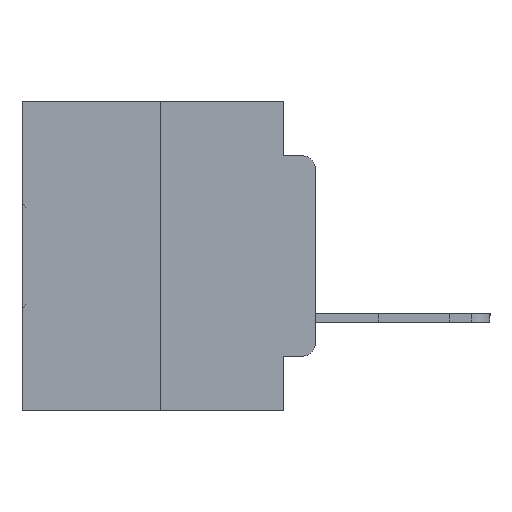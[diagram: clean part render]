
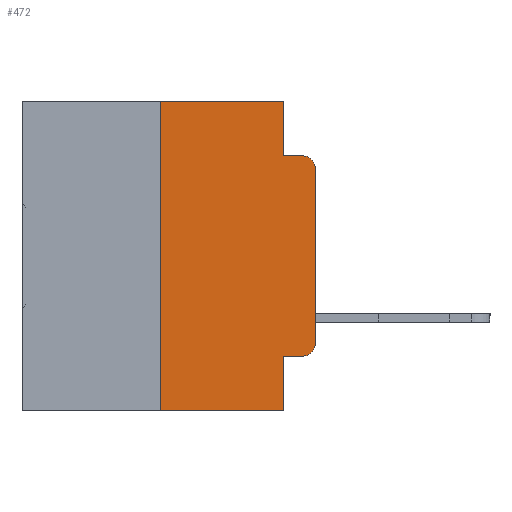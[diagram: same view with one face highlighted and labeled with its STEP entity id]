
A CAD part, left-side view. The second image highlights one B-rep face of the part: STEP entity #472.
In plain terms, the highlighted planar face has unit normal (-1, 0, 0).
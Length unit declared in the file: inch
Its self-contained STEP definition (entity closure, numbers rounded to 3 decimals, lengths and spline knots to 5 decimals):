
#440 = VERTEX_POINT ( 'NONE', #30811 ) ;
#472 = ADVANCED_FACE ( 'NONE', ( #22827 ), #18759, .F. ) ;
#903 = CARTESIAN_POINT ( 'NONE',  ( 0., 0.051, -0.4115 ) ) ;
#909 = CARTESIAN_POINT ( 'NONE',  ( 0., 0.473, -0.5 ) ) ;
#975 = EDGE_CURVE ( 'NONE', #19583, #440, #14762, .T. ) ;
#2238 = EDGE_CURVE ( 'NONE', #11013, #17013, #5097, .T. ) ;
#2499 = LINE ( 'NONE', #18160, #15853 ) ;
#3349 = CARTESIAN_POINT ( 'NONE',  ( 0., 0.25, -0.5 ) ) ;
#3632 = DIRECTION ( 'NONE',  ( 0., -1., 0. ) ) ;
#3690 = CARTESIAN_POINT ( 'NONE',  ( 0., 0., -0.1085 ) ) ;
#3952 = EDGE_CURVE ( 'NONE', #14024, #17013, #25467, .T. ) ;
#5097 = LINE ( 'NONE', #30719, #24047 ) ;
#5275 = DIRECTION ( 'NONE',  ( 0., 0., -1. ) ) ;
#5358 = VERTEX_POINT ( 'NONE', #11976 ) ;
#5504 = DIRECTION ( 'NONE',  ( -1., 0., 0. ) ) ;
#5657 = EDGE_CURVE ( 'NONE', #21555, #14024, #2499, .T. ) ;
#6245 = DIRECTION ( 'NONE',  ( 0., 0., -1. ) ) ;
#6786 = CARTESIAN_POINT ( 'NONE',  ( 0., 0., -0.3915 ) ) ;
#7150 = DIRECTION ( 'NONE',  ( 0., -1., 0. ) ) ;
#7392 = CARTESIAN_POINT ( 'NONE',  ( 0., 0.051, 0. ) ) ;
#8093 = VECTOR ( 'NONE', #23306, 39.37008 ) ;
#8967 = VERTEX_POINT ( 'NONE', #26459 ) ;
#9182 = ORIENTED_EDGE ( 'NONE', *, *, #31014, .F. ) ;
#9233 = AXIS2_PLACEMENT_3D ( 'NONE', #20358, #5504, #22811 ) ;
#9346 = CARTESIAN_POINT ( 'NONE',  ( 0., 0.25, 0. ) ) ;
#10102 = DIRECTION ( 'NONE',  ( -1., 0., 0. ) ) ;
#11013 = VERTEX_POINT ( 'NONE', #19198 ) ;
#11146 = ORIENTED_EDGE ( 'NONE', *, *, #21212, .T. ) ;
#11379 = DIRECTION ( 'NONE',  ( 1., 0., 0. ) ) ;
#11575 = VECTOR ( 'NONE', #11852, 39.37008 ) ;
#11852 = DIRECTION ( 'NONE',  ( 0., 0., 1. ) ) ;
#11976 = CARTESIAN_POINT ( 'NONE',  ( 0., 0.25, 0. ) ) ;
#13789 = LINE ( 'NONE', #903, #26073 ) ;
#14024 = VERTEX_POINT ( 'NONE', #3690 ) ;
#14260 = VECTOR ( 'NONE', #5275, 39.37008 ) ;
#14762 = LINE ( 'NONE', #909, #8093 ) ;
#15490 = ORIENTED_EDGE ( 'NONE', *, *, #27802, .F. ) ;
#15627 = VECTOR ( 'NONE', #7150, 39.37008 ) ;
#15688 = DIRECTION ( 'NONE',  ( 0., 0., 1. ) ) ;
#15853 = VECTOR ( 'NONE', #15688, 39.37008 ) ;
#17013 = VERTEX_POINT ( 'NONE', #29363 ) ;
#17394 = ORIENTED_EDGE ( 'NONE', *, *, #24731, .F. ) ;
#18160 = CARTESIAN_POINT ( 'NONE',  ( 0., 0., 0. ) ) ;
#18165 = AXIS2_PLACEMENT_3D ( 'NONE', #21201, #11379, #28608 ) ;
#18759 = PLANE ( 'NONE',  #18165 ) ;
#19198 = CARTESIAN_POINT ( 'NONE',  ( 0., 0.051, -0.0885 ) ) ;
#19583 = VERTEX_POINT ( 'NONE', #3349 ) ;
#19918 = EDGE_LOOP ( 'NONE', ( #29971, #31473, #20800, #9182, #17394, #30353, #26964, #15490, #29244, #11146 ) ) ;
#20358 = CARTESIAN_POINT ( 'NONE',  ( 0., 0.02, -0.3915 ) ) ;
#20591 = VERTEX_POINT ( 'NONE', #25090 ) ;
#20779 = LINE ( 'NONE', #25152, #14260 ) ;
#20800 = ORIENTED_EDGE ( 'NONE', *, *, #2238, .F. ) ;
#21201 = CARTESIAN_POINT ( 'NONE',  ( 0., 0.473, 0. ) ) ;
#21212 = EDGE_CURVE ( 'NONE', #8967, #21555, #22363, .T. ) ;
#21336 = LINE ( 'NONE', #24421, #15627 ) ;
#21555 = VERTEX_POINT ( 'NONE', #6786 ) ;
#22363 = CIRCLE ( 'NONE', #9233, 0.02 ) ;
#22811 = DIRECTION ( 'NONE',  ( 0., 0., -1. ) ) ;
#22827 = FACE_OUTER_BOUND ( 'NONE', #19918, .T. ) ;
#22867 = EDGE_CURVE ( 'NONE', #20591, #8967, #13789, .T. ) ;
#23306 = DIRECTION ( 'NONE',  ( 0., -1., 0. ) ) ;
#24047 = VECTOR ( 'NONE', #3632, 39.37008 ) ;
#24421 = CARTESIAN_POINT ( 'NONE',  ( 0., 0.473, 0. ) ) ;
#24731 = EDGE_CURVE ( 'NONE', #5358, #27761, #21336, .T. ) ;
#24754 = CARTESIAN_POINT ( 'NONE',  ( 0., 0.051, 0. ) ) ;
#24886 = CARTESIAN_POINT ( 'NONE',  ( 0., 0.02, -0.1085 ) ) ;
#25090 = CARTESIAN_POINT ( 'NONE',  ( 0., 0.051, -0.4115 ) ) ;
#25152 = CARTESIAN_POINT ( 'NONE',  ( 0., 0.051, 0. ) ) ;
#25467 = CIRCLE ( 'NONE', #27855, 0.02 ) ;
#25662 = DIRECTION ( 'NONE',  ( 0., -1., 0. ) ) ;
#26073 = VECTOR ( 'NONE', #25662, 39.37008 ) ;
#26459 = CARTESIAN_POINT ( 'NONE',  ( 0., 0.02, -0.4115 ) ) ;
#26964 = ORIENTED_EDGE ( 'NONE', *, *, #975, .T. ) ;
#27381 = DIRECTION ( 'NONE',  ( 0., 0., -1. ) ) ;
#27761 = VERTEX_POINT ( 'NONE', #7392 ) ;
#27802 = EDGE_CURVE ( 'NONE', #20591, #440, #28242, .T. ) ;
#27855 = AXIS2_PLACEMENT_3D ( 'NONE', #24886, #10102, #27381 ) ;
#28242 = LINE ( 'NONE', #24754, #29008 ) ;
#28608 = DIRECTION ( 'NONE',  ( 0., 0., -1. ) ) ;
#29008 = VECTOR ( 'NONE', #6245, 39.37008 ) ;
#29244 = ORIENTED_EDGE ( 'NONE', *, *, #22867, .T. ) ;
#29363 = CARTESIAN_POINT ( 'NONE',  ( 0., 0.02, -0.0885 ) ) ;
#29415 = EDGE_CURVE ( 'NONE', #19583, #5358, #31137, .T. ) ;
#29971 = ORIENTED_EDGE ( 'NONE', *, *, #5657, .T. ) ;
#30353 = ORIENTED_EDGE ( 'NONE', *, *, #29415, .F. ) ;
#30719 = CARTESIAN_POINT ( 'NONE',  ( 0., 0.051, -0.0885 ) ) ;
#30811 = CARTESIAN_POINT ( 'NONE',  ( 0., 0.051, -0.5 ) ) ;
#31014 = EDGE_CURVE ( 'NONE', #27761, #11013, #20779, .T. ) ;
#31137 = LINE ( 'NONE', #9346, #11575 ) ;
#31473 = ORIENTED_EDGE ( 'NONE', *, *, #3952, .T. ) ;
